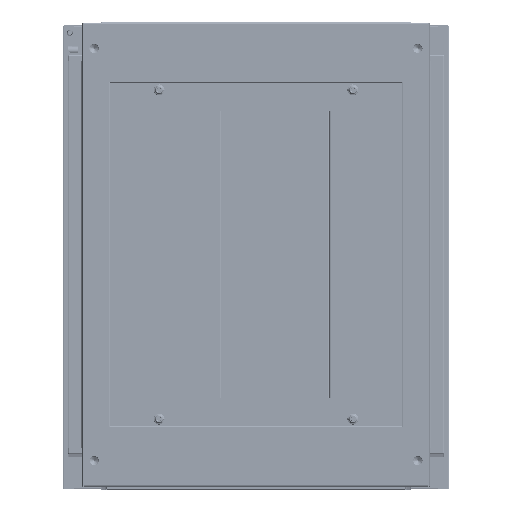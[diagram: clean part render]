
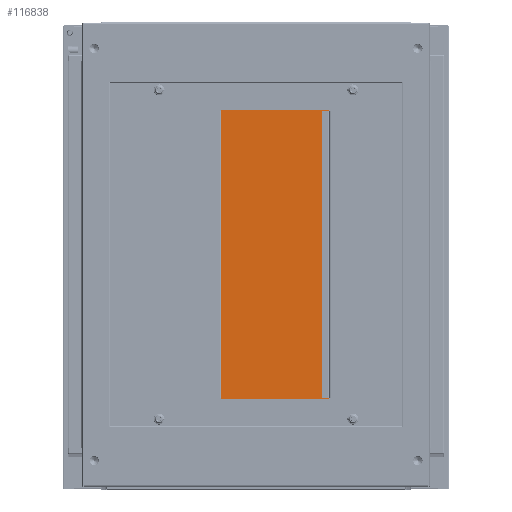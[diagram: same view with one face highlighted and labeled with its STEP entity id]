
A CAD part, top view. The second image highlights one B-rep face of the part: STEP entity #116838.
In plain terms, the highlighted face is planar.
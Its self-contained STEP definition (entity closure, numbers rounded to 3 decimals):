
#37285 = FACE_OUTER_BOUND ( 'NONE', #88716, .T. ) ;
#48913 = CARTESIAN_POINT ( 'NONE',  ( -200., 74., 1.5 ) ) ;
#48928 = DIRECTION ( 'NONE',  ( -1., 0., 0. ) ) ;
#48938 = CARTESIAN_POINT ( 'NONE',  ( -200., 74., 1.5 ) ) ;
#48941 = DIRECTION ( 'NONE',  ( 0., -1., 0. ) ) ;
#48944 = CARTESIAN_POINT ( 'NONE',  ( -200., -74., 1.5 ) ) ;
#48947 = DIRECTION ( 'NONE',  ( 1., 0., 0. ) ) ;
#48950 = CARTESIAN_POINT ( 'NONE',  ( 185., -73., 1.5 ) ) ;
#48953 = DIRECTION ( 'NONE',  ( 0., -1., 0. ) ) ;
#48956 = CARTESIAN_POINT ( 'NONE',  ( 185., -72.99, 1.5 ) ) ;
#48958 = DIRECTION ( 'NONE',  ( -1., 0., 0. ) ) ;
#48962 = CARTESIAN_POINT ( 'NONE',  ( 200., 74., 1.5 ) ) ;
#48965 = DIRECTION ( 'NONE',  ( 0., 1., 0. ) ) ;
#48968 = CARTESIAN_POINT ( 'NONE',  ( -200., -74., 1.5 ) ) ;
#48970 = DIRECTION ( 'NONE',  ( 1., 0., 0. ) ) ;
#48975 = CARTESIAN_POINT ( 'NONE',  ( -185., -73., 1.5 ) ) ;
#48976 = DIRECTION ( 'NONE',  ( 0., -1., 0. ) ) ;
#62419 = CARTESIAN_POINT ( 'NONE',  ( -200., -74., 1.5 ) ) ;
#62431 = CARTESIAN_POINT ( 'NONE',  ( -200., 74., 1.5 ) ) ;
#62434 = CARTESIAN_POINT ( 'NONE',  ( 200., 74., 1.5 ) ) ;
#62441 = CARTESIAN_POINT ( 'NONE',  ( -185., -74., 1.5 ) ) ;
#62455 = CARTESIAN_POINT ( 'NONE',  ( 200., -74., 1.5 ) ) ;
#62461 = CARTESIAN_POINT ( 'NONE',  ( 185., -72.99, 1.5 ) ) ;
#62473 = CARTESIAN_POINT ( 'NONE',  ( 185., -74., 1.5 ) ) ;
#62483 = CARTESIAN_POINT ( 'NONE',  ( -185., -72.99, 1.5 ) ) ;
#71839 = CARTESIAN_POINT ( 'NONE',  ( -200., -74., 1.5 ) ) ;
#71840 = PLANE ( 'NONE',  #82689 ) ;
#71852 = DIRECTION ( 'NONE',  ( 0., 0., 1. ) ) ;
#71854 = DIRECTION ( 'NONE',  ( 1., 0., 0. ) ) ;
#82689 = AXIS2_PLACEMENT_3D ( 'NONE', #71839, #71852, #71854 ) ;
#86243 = LINE ( 'NONE', #48913, #86252 ) ;
#86252 = VECTOR ( 'NONE', #48928, 1000. ) ;
#86256 = LINE ( 'NONE', #48938, #86257 ) ;
#86257 = VECTOR ( 'NONE', #48941, 1000. ) ;
#86258 = LINE ( 'NONE', #48944, #86259 ) ;
#86259 = VECTOR ( 'NONE', #48947, 1000. ) ;
#86260 = LINE ( 'NONE', #48950, #86261 ) ;
#86261 = VECTOR ( 'NONE', #48953, 1000. ) ;
#86262 = LINE ( 'NONE', #48956, #86263 ) ;
#86263 = VECTOR ( 'NONE', #48958, 1000. ) ;
#86264 = LINE ( 'NONE', #48962, #86265 ) ;
#86265 = VECTOR ( 'NONE', #48965, 1000. ) ;
#86266 = LINE ( 'NONE', #48968, #86267 ) ;
#86267 = VECTOR ( 'NONE', #48970, 1000. ) ;
#86268 = LINE ( 'NONE', #48975, #86269 ) ;
#86269 = VECTOR ( 'NONE', #48976, 1000. ) ;
#88716 = EDGE_LOOP ( 'NONE', ( #109122, #109126, #109130, #109134, #109138, #109143, #109147, #109151 ) ) ;
#104643 = EDGE_CURVE ( 'NONE', #113890, #113888, #86243, .T. ) ;
#104645 = EDGE_CURVE ( 'NONE', #113888, #113878, #86256, .T. ) ;
#104646 = EDGE_CURVE ( 'NONE', #113919, #113907, #86258, .T. ) ;
#104647 = EDGE_CURVE ( 'NONE', #113910, #113919, #86260, .T. ) ;
#104648 = EDGE_CURVE ( 'NONE', #113910, #113925, #86262, .T. ) ;
#104649 = EDGE_CURVE ( 'NONE', #113907, #113890, #86264, .T. ) ;
#104650 = EDGE_CURVE ( 'NONE', #113878, #113895, #86266, .T. ) ;
#104651 = EDGE_CURVE ( 'NONE', #113925, #113895, #86268, .T. ) ;
#109122 = ORIENTED_EDGE ( 'NONE', *, *, #104648, .F. ) ;
#109126 = ORIENTED_EDGE ( 'NONE', *, *, #104647, .T. ) ;
#109130 = ORIENTED_EDGE ( 'NONE', *, *, #104646, .T. ) ;
#109134 = ORIENTED_EDGE ( 'NONE', *, *, #104649, .T. ) ;
#109138 = ORIENTED_EDGE ( 'NONE', *, *, #104643, .T. ) ;
#109143 = ORIENTED_EDGE ( 'NONE', *, *, #104645, .T. ) ;
#109147 = ORIENTED_EDGE ( 'NONE', *, *, #104650, .T. ) ;
#109151 = ORIENTED_EDGE ( 'NONE', *, *, #104651, .F. ) ;
#113878 = VERTEX_POINT ( 'NONE', #62419 ) ;
#113888 = VERTEX_POINT ( 'NONE', #62431 ) ;
#113890 = VERTEX_POINT ( 'NONE', #62434 ) ;
#113895 = VERTEX_POINT ( 'NONE', #62441 ) ;
#113907 = VERTEX_POINT ( 'NONE', #62455 ) ;
#113910 = VERTEX_POINT ( 'NONE', #62461 ) ;
#113919 = VERTEX_POINT ( 'NONE', #62473 ) ;
#113925 = VERTEX_POINT ( 'NONE', #62483 ) ;
#116838 = ADVANCED_FACE ( 'NONE', ( #37285 ), #71840, .T. ) ;
